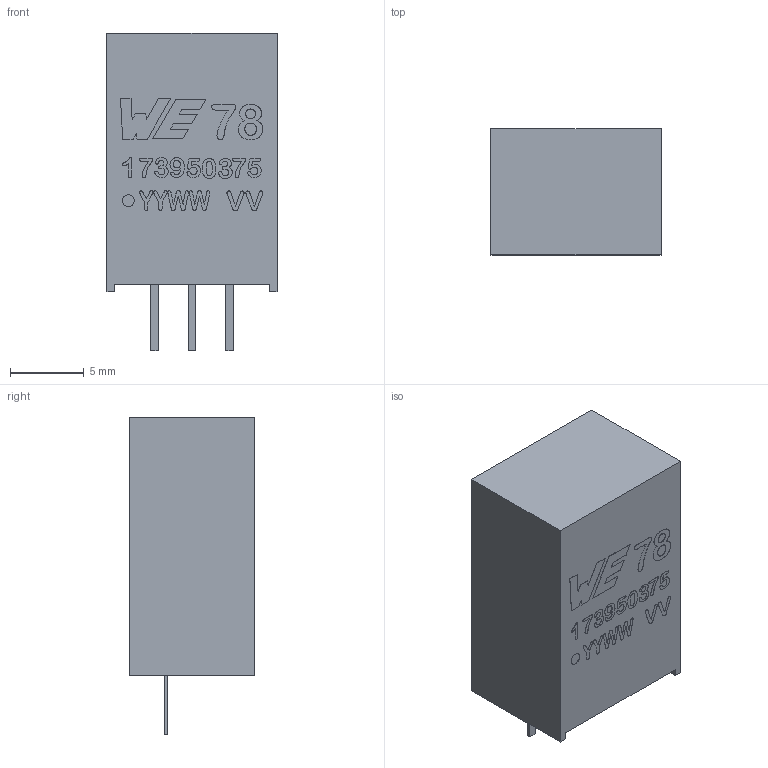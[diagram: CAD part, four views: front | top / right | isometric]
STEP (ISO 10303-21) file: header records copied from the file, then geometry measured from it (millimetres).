
FILE_DESCRIPTION(/* description */ ('Unknown'),/* implementation_level */ '2;1');
FILE_NAME(/* name */ '17395xx75',/* time_stamp */ '2024-12-12T15:04:41+01:00',/* author */ ('Unknown'),/* organization */ ('Unknown'),/* preprocessor_version */ 'ST-DEVELOPER v19.4',/* originating_system */ 'Solid Edge',/* authorisation */ 'Unknown');
FILE_SCHEMA (('AUTOMOTIVE_DESIGN {1 0 10303 214 3 1 1}'));
Products named in the file (1): 173950375
Bounding box: 11.5 x 8.5 x 21.5 mm (x, y, z)
Volume: 1667.5 mm3; surface area: 915.2 mm2
Topology: 1 solids, 1 shells, 1762 faces, 5201 edges, 3468 vertices
Faces by surface type: plane 1757, bspline 4, cylinder 1
Full cylindrical faces by diameter (mm): 0.8 x1
Entity records: 70387 total; most frequent: CARTESIAN_POINT 10997, ORIENTED_EDGE 10396, DIRECTION 8710, EDGE_CURVE 5198, LINE 5188, VECTOR 5188, VERTEX_POINT 3468, EDGE_LOOP 1792
